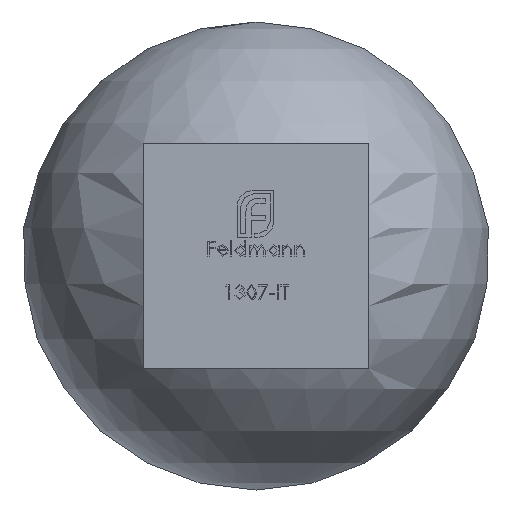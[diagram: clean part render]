
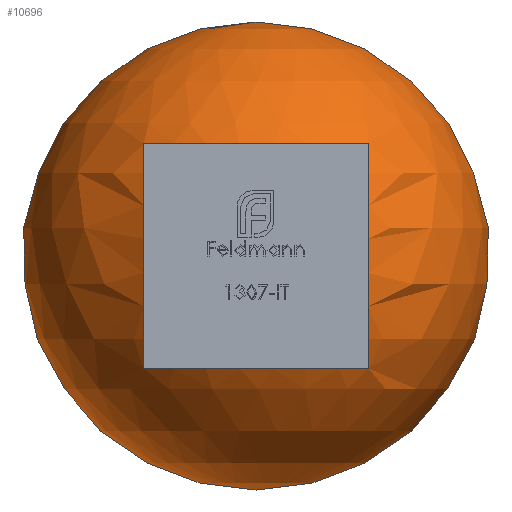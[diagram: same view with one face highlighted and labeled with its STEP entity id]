
A CAD part, front view. The second image highlights one B-rep face of the part: STEP entity #10696.
In plain terms, the highlighted spherical face has radius 12.5 mm.
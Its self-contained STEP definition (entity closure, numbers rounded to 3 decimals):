
#318 = EDGE_CURVE ( 'NONE', #2146, #5204, #2621, .T. ) ;
#633 = DIRECTION ( 'NONE',  ( 0., 0., -1. ) ) ;
#906 = DIRECTION ( 'NONE',  ( 0., 0., 1. ) ) ;
#1481 = DIRECTION ( 'NONE',  ( 0., 0., 1. ) ) ;
#1686 = DIRECTION ( 'NONE',  ( -1., 0., 0. ) ) ;
#1829 = AXIS2_PLACEMENT_3D ( 'NONE', #9568, #6857, #3509 ) ;
#2022 = CIRCLE ( 'NONE', #9636, 10.966 ) ;
#2146 = VERTEX_POINT ( 'NONE', #9049 ) ;
#2507 = CARTESIAN_POINT ( 'NONE',  ( 6., 978.321, 6. ) ) ;
#2621 = CIRCLE ( 'NONE', #10340, 10.966 ) ;
#3509 = DIRECTION ( 'NONE',  ( -1., 0., 0. ) ) ;
#3853 = VERTEX_POINT ( 'NONE', #2507 ) ;
#4020 = ORIENTED_EDGE ( 'NONE', *, *, #9167, .T. ) ;
#4120 = EDGE_LOOP ( 'NONE', ( #4258, #4552, #4020, #7654 ) ) ;
#4258 = ORIENTED_EDGE ( 'NONE', *, *, #4663, .T. ) ;
#4268 = CARTESIAN_POINT ( 'NONE',  ( 6., 978.321, -6. ) ) ;
#4552 = ORIENTED_EDGE ( 'NONE', *, *, #8229, .T. ) ;
#4663 = EDGE_CURVE ( 'NONE', #5204, #3853, #2022, .T. ) ;
#4707 = AXIS2_PLACEMENT_3D ( 'NONE', #10012, #1481, #5764 ) ;
#4744 = CARTESIAN_POINT ( 'NONE',  ( 0., 987.5, 6. ) ) ;
#5204 = VERTEX_POINT ( 'NONE', #6054 ) ;
#5346 = CIRCLE ( 'NONE', #7118, 10.966 ) ;
#5546 = CARTESIAN_POINT ( 'NONE',  ( 6., 987.5, 0. ) ) ;
#5764 = DIRECTION ( 'NONE',  ( 1., 0., 0. ) ) ;
#6054 = CARTESIAN_POINT ( 'NONE',  ( -6., 978.321, 6. ) ) ;
#6857 = DIRECTION ( 'NONE',  ( 0., 0., -1. ) ) ;
#6934 = FACE_OUTER_BOUND ( 'NONE', #4120, .T. ) ;
#7118 = AXIS2_PLACEMENT_3D ( 'NONE', #5546, #7276, #633 ) ;
#7276 = DIRECTION ( 'NONE',  ( 1., 0., 0. ) ) ;
#7338 = CIRCLE ( 'NONE', #1829, 10.966 ) ;
#7654 = ORIENTED_EDGE ( 'NONE', *, *, #318, .T. ) ;
#8229 = EDGE_CURVE ( 'NONE', #3853, #10277, #5346, .T. ) ;
#8800 = SPHERICAL_SURFACE ( 'NONE', #4707, 12.5 ) ;
#9049 = CARTESIAN_POINT ( 'NONE',  ( -6., 978.321, -6. ) ) ;
#9167 = EDGE_CURVE ( 'NONE', #10277, #2146, #7338, .T. ) ;
#9378 = CARTESIAN_POINT ( 'NONE',  ( -6., 987.5, 0. ) ) ;
#9568 = CARTESIAN_POINT ( 'NONE',  ( 0., 987.5, -6. ) ) ;
#9636 = AXIS2_PLACEMENT_3D ( 'NONE', #4744, #10732, #9828 ) ;
#9828 = DIRECTION ( 'NONE',  ( 1., 0., 0. ) ) ;
#10012 = CARTESIAN_POINT ( 'NONE',  ( 0., 987.5, 0. ) ) ;
#10277 = VERTEX_POINT ( 'NONE', #4268 ) ;
#10340 = AXIS2_PLACEMENT_3D ( 'NONE', #9378, #1686, #906 ) ;
#10696 = ADVANCED_FACE ( 'NONE', ( #6934 ), #8800, .T. ) ;
#10732 = DIRECTION ( 'NONE',  ( 0., 0., 1. ) ) ;
